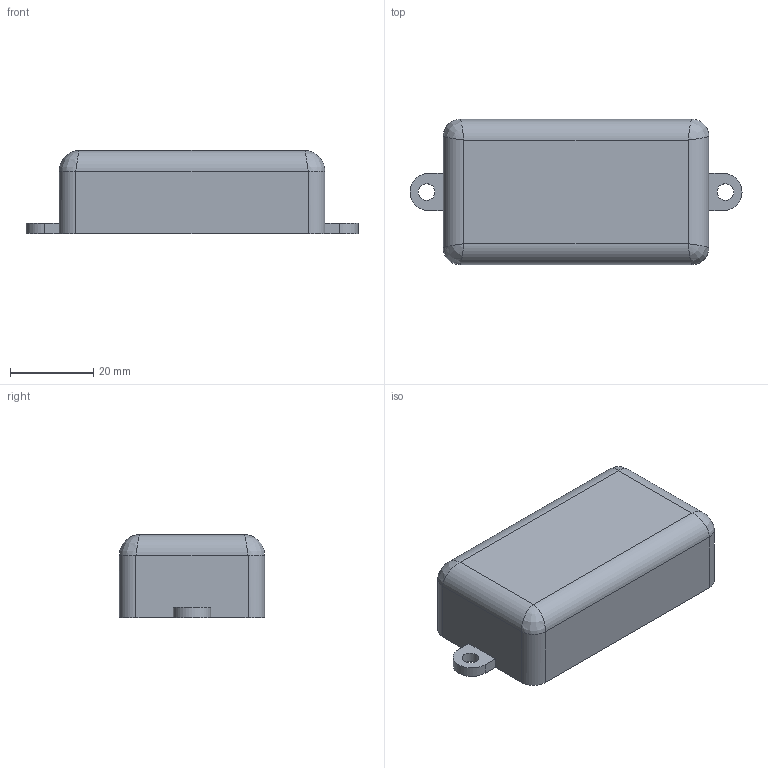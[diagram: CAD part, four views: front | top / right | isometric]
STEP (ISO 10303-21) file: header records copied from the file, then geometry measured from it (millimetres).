
FILE_DESCRIPTION(('FreeCAD Model'),'2;1');
FILE_NAME('Open CASCADE Shape Model','2024-07-09T02:10:08',('Author'),( ''),'Open CASCADE STEP processor 7.6','FreeCAD','Unknown');
FILE_SCHEMA(('AUTOMOTIVE_DESIGN { 1 0 10303 214 1 1 1 1 }'));
Length unit declared in the file: millimetre
Products named in the file (1): Body
Bounding box: 80 x 35 x 20 mm (x, y, z)
Volume: 8061.5 mm3; surface area: 11263.8 mm2
Topology: 1 solids, 1 shells, 54 faces, 142 edges, 84 vertices
Faces by surface type: cylinder 24, plane 22, bspline 4, offset 4
Full cylindrical faces by diameter (mm): 4 x2
Entity records: 2330 total; most frequent: CARTESIAN_POINT 1059, ORIENTED_EDGE 268, DIRECTION 236, EDGE_CURVE 134, VERTEX_POINT 84, AXIS2_PLACEMENT_3D 79, LINE 78, VECTOR 78
